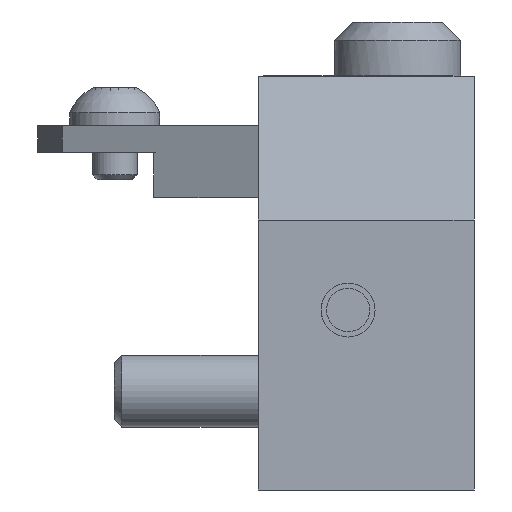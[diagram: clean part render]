
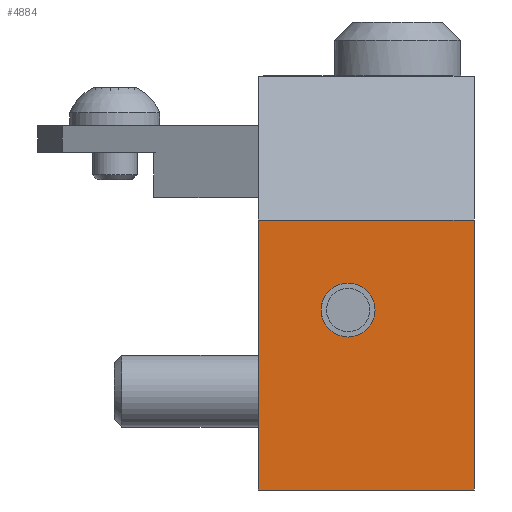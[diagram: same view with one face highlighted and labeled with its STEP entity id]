
A CAD part, front view. The second image highlights one B-rep face of the part: STEP entity #4884.
In plain terms, the highlighted planar face has unit normal (0, -1, 0).
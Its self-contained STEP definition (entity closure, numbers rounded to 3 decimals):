
#1367=DIRECTION('',(0.,0.,1.));
#1368=VECTOR('',#1367,15.);
#1369=CARTESIAN_POINT('',(12.,-40.,0.));
#1370=LINE('',#1369,#1368);
#1618=DIRECTION('',(1.,0.,0.));
#1619=VECTOR('',#1618,12.);
#1620=CARTESIAN_POINT('',(0.,-40.,15.));
#1621=LINE('',#1620,#1619);
#1622=DIRECTION('',(0.,0.,1.));
#1623=VECTOR('',#1622,15.);
#1624=CARTESIAN_POINT('',(0.,-40.,0.));
#1625=LINE('',#1624,#1623);
#1626=CARTESIAN_POINT('',(5.,-40.,10.));
#1627=DIRECTION('',(0.,-1.,0.));
#1628=DIRECTION('',(0.,0.,1.));
#1629=AXIS2_PLACEMENT_3D('',#1626,#1627,#1628);
#1631=CARTESIAN_POINT('',(5.,-40.,10.));
#1632=DIRECTION('',(0.,-1.,0.));
#1633=DIRECTION('',(0.,0.,-1.));
#1634=AXIS2_PLACEMENT_3D('',#1631,#1632,#1633);
#1970=DIRECTION('',(1.,0.,0.));
#1971=VECTOR('',#1970,12.);
#1972=CARTESIAN_POINT('',(0.,-40.,0.));
#1973=LINE('',#1972,#1971);
#3670=CARTESIAN_POINT('',(5.,-40.,8.5));
#3671=VERTEX_POINT('',#3670);
#3676=CARTESIAN_POINT('',(5.,-40.,11.5));
#3677=VERTEX_POINT('',#3676);
#3678=CARTESIAN_POINT('',(0.,-40.,0.));
#3679=CARTESIAN_POINT('',(12.,-40.,0.));
#3680=VERTEX_POINT('',#3678);
#3681=VERTEX_POINT('',#3679);
#3775=CARTESIAN_POINT('',(12.,-40.,15.));
#3777=VERTEX_POINT('',#3775);
#3778=CARTESIAN_POINT('',(0.,-40.,15.));
#3779=VERTEX_POINT('',#3778);
#4866=CARTESIAN_POINT('',(0.,-40.,0.));
#4867=DIRECTION('',(0.,-1.,0.));
#4868=DIRECTION('',(1.,0.,0.));
#4869=AXIS2_PLACEMENT_3D('',#4866,#4867,#4868);
#4870=PLANE('',#4869);
#4872=ORIENTED_EDGE('',*,*,#4871,.T.);
#4873=ORIENTED_EDGE('',*,*,#4351,.F.);
#4875=ORIENTED_EDGE('',*,*,#4874,.F.);
#4877=ORIENTED_EDGE('',*,*,#4876,.T.);
#4878=EDGE_LOOP('',(#4872,#4873,#4875,#4877));
#4879=FACE_OUTER_BOUND('',#4878,.F.);
#4880=ORIENTED_EDGE('',*,*,#4493,.T.);
#4881=ORIENTED_EDGE('',*,*,#4790,.T.);
#4882=EDGE_LOOP('',(#4880,#4881));
#4883=FACE_BOUND('',#4882,.F.);
#1630=CIRCLE('',#1629,1.5);
#1635=CIRCLE('',#1634,1.5);
#4351=EDGE_CURVE('',#3681,#3777,#1370,.T.);
#4493=EDGE_CURVE('',#3677,#3671,#1630,.T.);
#4790=EDGE_CURVE('',#3671,#3677,#1635,.T.);
#4871=EDGE_CURVE('',#3779,#3777,#1621,.T.);
#4874=EDGE_CURVE('',#3680,#3681,#1973,.T.);
#4876=EDGE_CURVE('',#3680,#3779,#1625,.T.);
#4884=ADVANCED_FACE('',(#4879,#4883),#4870,.T.);
